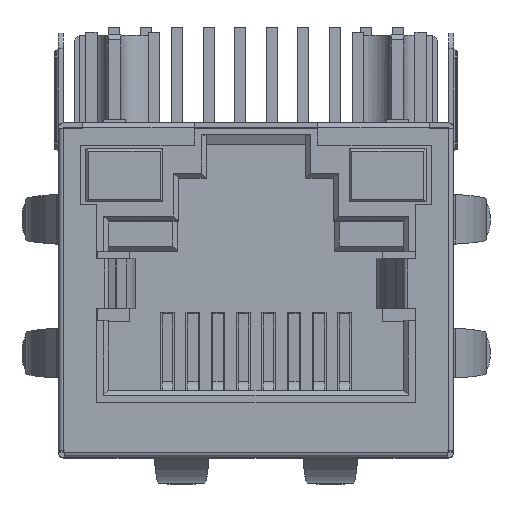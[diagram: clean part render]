
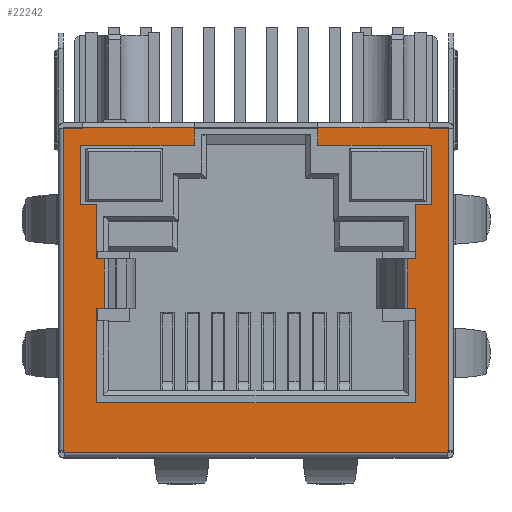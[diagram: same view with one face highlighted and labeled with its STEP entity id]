
A CAD part, top view. The second image highlights one B-rep face of the part: STEP entity #22242.
In plain terms, the highlighted planar face has unit normal (0, 0, 1).
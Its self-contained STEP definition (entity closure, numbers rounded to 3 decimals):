
#12890=DIRECTION('',(0.,-1.,0.));
#12891=VECTOR('',#12890,13.);
#12892=CARTESIAN_POINT('',(-7.775,13.25,0.));
#12893=LINE('',#12892,#12891);
#12911=DIRECTION('',(-1.,0.,0.));
#12912=VECTOR('',#12911,0.775);
#12913=CARTESIAN_POINT('',(7.775,13.25,0.));
#12914=LINE('',#12913,#12912);
#12927=DIRECTION('',(-1.,0.,0.));
#12928=VECTOR('',#12927,0.775);
#12929=CARTESIAN_POINT('',(-7.,13.25,0.));
#12930=LINE('',#12929,#12928);
#13097=DIRECTION('',(0.,1.,0.));
#13098=VECTOR('',#13097,13.);
#13099=CARTESIAN_POINT('',(7.775,0.25,0.));
#13100=LINE('',#13099,#13098);
#13101=DIRECTION('',(1.,0.,0.));
#13102=VECTOR('',#13101,0.05);
#13103=CARTESIAN_POINT('',(7.725,0.25,0.));
#13104=LINE('',#13103,#13102);
#13105=DIRECTION('',(0.,1.,0.));
#13106=VECTOR('',#13105,0.05);
#13107=CARTESIAN_POINT('',(7.725,0.2,0.));
#13108=LINE('',#13107,#13106);
#13109=DIRECTION('',(0.,1.,0.));
#13110=VECTOR('',#13109,0.05);
#13111=CARTESIAN_POINT('',(-7.725,0.2,0.));
#13112=LINE('',#13111,#13110);
#13113=DIRECTION('',(1.,0.,0.));
#13114=VECTOR('',#13113,0.05);
#13115=CARTESIAN_POINT('',(-7.775,0.25,0.));
#13116=LINE('',#13115,#13114);
#13117=DIRECTION('',(0.,1.,0.));
#13118=VECTOR('',#13117,0.05);
#13119=CARTESIAN_POINT('',(-7.,13.25,0.));
#13120=LINE('',#13119,#13118);
#13121=DIRECTION('',(0.,1.,0.));
#13122=VECTOR('',#13121,0.72);
#13123=CARTESIAN_POINT('',(2.49,12.58,0.));
#13124=LINE('',#13123,#13122);
#13125=DIRECTION('',(1.,0.,0.));
#13126=VECTOR('',#13125,15.45);
#13127=CARTESIAN_POINT('',(-7.725,0.2,0.));
#13128=LINE('',#13127,#13126);
#13306=DIRECTION('',(0.,1.,0.));
#13307=VECTOR('',#13306,0.05);
#13308=CARTESIAN_POINT('',(7.,13.25,0.));
#13309=LINE('',#13308,#13307);
#13319=DIRECTION('',(-1.,0.,0.));
#13320=VECTOR('',#13319,4.51);
#13321=CARTESIAN_POINT('',(7.,13.3,0.));
#13322=LINE('',#13321,#13320);
#13344=DIRECTION('',(1.,0.,0.));
#13345=VECTOR('',#13344,4.6);
#13346=CARTESIAN_POINT('',(2.49,12.58,0.));
#13347=LINE('',#13346,#13345);
#13356=DIRECTION('',(0.,-1.,0.));
#13357=VECTOR('',#13356,2.38);
#13358=CARTESIAN_POINT('',(7.09,12.58,0.));
#13359=LINE('',#13358,#13357);
#13368=DIRECTION('',(-1.,0.,0.));
#13369=VECTOR('',#13368,0.66);
#13370=CARTESIAN_POINT('',(7.09,10.2,0.));
#13371=LINE('',#13370,#13369);
#13376=DIRECTION('',(0.,-1.,0.));
#13377=VECTOR('',#13376,2.2);
#13378=CARTESIAN_POINT('',(6.43,10.2,0.));
#13379=LINE('',#13378,#13377);
#13389=DIRECTION('',(-1.,0.,0.));
#13390=VECTOR('',#13389,0.302);
#13391=CARTESIAN_POINT('',(6.43,8.,0.));
#13392=LINE('',#13391,#13390);
#13516=DIRECTION('',(1.,0.,0.));
#13517=VECTOR('',#13516,0.302);
#13518=CARTESIAN_POINT('',(6.128,6.,0.));
#13519=LINE('',#13518,#13517);
#13600=DIRECTION('',(0.,-1.,0.));
#13601=VECTOR('',#13600,2.);
#13602=CARTESIAN_POINT('',(6.128,8.,0.));
#13603=LINE('',#13602,#13601);
#13620=DIRECTION('',(0.,-1.,0.));
#13621=VECTOR('',#13620,3.8);
#13622=CARTESIAN_POINT('',(6.43,6.,0.));
#13623=LINE('',#13622,#13621);
#13632=DIRECTION('',(-1.,0.,0.));
#13633=VECTOR('',#13632,12.86);
#13634=CARTESIAN_POINT('',(6.43,2.2,0.));
#13635=LINE('',#13634,#13633);
#13644=DIRECTION('',(0.,1.,0.));
#13645=VECTOR('',#13644,3.8);
#13646=CARTESIAN_POINT('',(-6.43,2.2,0.));
#13647=LINE('',#13646,#13645);
#13657=DIRECTION('',(1.,0.,0.));
#13658=VECTOR('',#13657,0.302);
#13659=CARTESIAN_POINT('',(-6.43,6.,0.));
#13660=LINE('',#13659,#13658);
#13784=DIRECTION('',(-1.,0.,0.));
#13785=VECTOR('',#13784,0.302);
#13786=CARTESIAN_POINT('',(-6.128,8.,0.));
#13787=LINE('',#13786,#13785);
#13880=DIRECTION('',(0.,1.,0.));
#13881=VECTOR('',#13880,2.);
#13882=CARTESIAN_POINT('',(-6.128,6.,0.));
#13883=LINE('',#13882,#13881);
#13892=DIRECTION('',(0.,1.,0.));
#13893=VECTOR('',#13892,2.2);
#13894=CARTESIAN_POINT('',(-6.43,8.,0.));
#13895=LINE('',#13894,#13893);
#13904=DIRECTION('',(-1.,0.,0.));
#13905=VECTOR('',#13904,0.66);
#13906=CARTESIAN_POINT('',(-6.43,10.2,0.));
#13907=LINE('',#13906,#13905);
#13916=DIRECTION('',(0.,1.,0.));
#13917=VECTOR('',#13916,2.38);
#13918=CARTESIAN_POINT('',(-7.09,10.2,0.));
#13919=LINE('',#13918,#13917);
#13928=DIRECTION('',(1.,0.,0.));
#13929=VECTOR('',#13928,4.6);
#13930=CARTESIAN_POINT('',(-7.09,12.58,0.));
#13931=LINE('',#13930,#13929);
#13940=DIRECTION('',(0.,1.,0.));
#13941=VECTOR('',#13940,0.72);
#13942=CARTESIAN_POINT('',(-2.49,12.58,0.));
#13943=LINE('',#13942,#13941);
#13953=DIRECTION('',(-1.,0.,0.));
#13954=VECTOR('',#13953,4.51);
#13955=CARTESIAN_POINT('',(-2.49,13.3,0.));
#13956=LINE('',#13955,#13954);
#17409=CARTESIAN_POINT('',(6.128,6.,0.));
#17410=VERTEX_POINT('',#17409);
#17411=CARTESIAN_POINT('',(6.43,6.,0.));
#17412=VERTEX_POINT('',#17411);
#17437=CARTESIAN_POINT('',(-6.43,6.,0.));
#17438=CARTESIAN_POINT('',(-6.128,6.,0.));
#17439=VERTEX_POINT('',#17437);
#17440=VERTEX_POINT('',#17438);
#17478=CARTESIAN_POINT('',(6.43,8.,0.));
#17480=VERTEX_POINT('',#17478);
#17481=CARTESIAN_POINT('',(6.128,8.,0.));
#17482=VERTEX_POINT('',#17481);
#17509=CARTESIAN_POINT('',(-6.128,8.,0.));
#17510=VERTEX_POINT('',#17509);
#17511=CARTESIAN_POINT('',(-6.43,8.,0.));
#17512=VERTEX_POINT('',#17511);
#17521=CARTESIAN_POINT('',(6.43,10.2,0.));
#17522=VERTEX_POINT('',#17521);
#17523=CARTESIAN_POINT('',(7.09,10.2,0.));
#17524=VERTEX_POINT('',#17523);
#17525=CARTESIAN_POINT('',(-6.43,10.2,0.));
#17526=CARTESIAN_POINT('',(-7.09,10.2,0.));
#17527=VERTEX_POINT('',#17525);
#17528=VERTEX_POINT('',#17526);
#17529=CARTESIAN_POINT('',(-7.,13.25,0.));
#17530=CARTESIAN_POINT('',(-7.775,13.25,0.));
#17531=VERTEX_POINT('',#17529);
#17532=VERTEX_POINT('',#17530);
#17533=CARTESIAN_POINT('',(-7.,13.3,0.));
#17534=VERTEX_POINT('',#17533);
#17535=CARTESIAN_POINT('',(-2.49,13.3,0.));
#17536=VERTEX_POINT('',#17535);
#17537=CARTESIAN_POINT('',(-2.49,12.58,0.));
#17538=VERTEX_POINT('',#17537);
#17539=CARTESIAN_POINT('',(-7.09,12.58,0.));
#17540=VERTEX_POINT('',#17539);
#17541=CARTESIAN_POINT('',(-6.43,2.2,0.));
#17542=VERTEX_POINT('',#17541);
#17543=CARTESIAN_POINT('',(6.43,2.2,0.));
#17544=VERTEX_POINT('',#17543);
#17545=CARTESIAN_POINT('',(7.09,12.58,0.));
#17546=VERTEX_POINT('',#17545);
#17547=CARTESIAN_POINT('',(2.49,12.58,0.));
#17548=VERTEX_POINT('',#17547);
#17549=CARTESIAN_POINT('',(2.49,13.3,0.));
#17550=VERTEX_POINT('',#17549);
#17551=CARTESIAN_POINT('',(7.,13.3,0.));
#17552=VERTEX_POINT('',#17551);
#17553=CARTESIAN_POINT('',(7.,13.25,0.));
#17554=VERTEX_POINT('',#17553);
#17555=CARTESIAN_POINT('',(7.775,13.25,0.));
#17556=VERTEX_POINT('',#17555);
#18415=CARTESIAN_POINT('',(-7.775,0.25,0.));
#18416=VERTEX_POINT('',#18415);
#18453=CARTESIAN_POINT('',(7.775,0.25,0.));
#18454=VERTEX_POINT('',#18453);
#18531=CARTESIAN_POINT('',(-7.725,0.2,0.));
#18532=CARTESIAN_POINT('',(7.725,0.2,0.));
#18533=VERTEX_POINT('',#18531);
#18534=VERTEX_POINT('',#18532);
#18551=CARTESIAN_POINT('',(7.725,0.25,0.));
#18553=VERTEX_POINT('',#18551);
#18556=CARTESIAN_POINT('',(-7.725,0.25,0.));
#18558=VERTEX_POINT('',#18556);
#22177=CARTESIAN_POINT('',(0.,0.,0.));
#22178=DIRECTION('',(0.,0.,1.));
#22179=DIRECTION('',(1.,0.,0.));
#22180=AXIS2_PLACEMENT_3D('',#22177,#22178,#22179);
#22181=PLANE('',#22180);
#22182=ORIENTED_EDGE('',*,*,#22170,.F.);
#22183=ORIENTED_EDGE('',*,*,#21885,.F.);
#22185=ORIENTED_EDGE('',*,*,#22184,.F.);
#22187=ORIENTED_EDGE('',*,*,#22186,.F.);
#22189=ORIENTED_EDGE('',*,*,#22188,.T.);
#22190=ORIENTED_EDGE('',*,*,#21863,.F.);
#22191=ORIENTED_EDGE('',*,*,#21959,.F.);
#22192=ORIENTED_EDGE('',*,*,#21991,.F.);
#22194=ORIENTED_EDGE('',*,*,#22193,.T.);
#22196=ORIENTED_EDGE('',*,*,#22195,.F.);
#22198=ORIENTED_EDGE('',*,*,#22197,.F.);
#22200=ORIENTED_EDGE('',*,*,#22199,.F.);
#22202=ORIENTED_EDGE('',*,*,#22201,.F.);
#22204=ORIENTED_EDGE('',*,*,#22203,.F.);
#22206=ORIENTED_EDGE('',*,*,#22205,.F.);
#22208=ORIENTED_EDGE('',*,*,#22207,.F.);
#22210=ORIENTED_EDGE('',*,*,#22209,.F.);
#22212=ORIENTED_EDGE('',*,*,#22211,.F.);
#22214=ORIENTED_EDGE('',*,*,#22213,.F.);
#22216=ORIENTED_EDGE('',*,*,#22215,.F.);
#22218=ORIENTED_EDGE('',*,*,#22217,.F.);
#22220=ORIENTED_EDGE('',*,*,#22219,.F.);
#22222=ORIENTED_EDGE('',*,*,#22221,.F.);
#22224=ORIENTED_EDGE('',*,*,#22223,.F.);
#22226=ORIENTED_EDGE('',*,*,#22225,.F.);
#22228=ORIENTED_EDGE('',*,*,#22227,.F.);
#22230=ORIENTED_EDGE('',*,*,#22229,.F.);
#22232=ORIENTED_EDGE('',*,*,#22231,.F.);
#22234=ORIENTED_EDGE('',*,*,#22233,.T.);
#22236=ORIENTED_EDGE('',*,*,#22235,.F.);
#22238=ORIENTED_EDGE('',*,*,#22237,.F.);
#22239=ORIENTED_EDGE('',*,*,#21976,.F.);
#22240=EDGE_LOOP('',(#22182,#22183,#22185,#22187,#22189,#22190,#22191,#22192,
#22194,#22196,#22198,#22200,#22202,#22204,#22206,#22208,#22210,#22212,#22214,
#22216,#22218,#22220,#22222,#22224,#22226,#22228,#22230,#22232,#22234,#22236,
#22238,#22239));
#22241=FACE_OUTER_BOUND('',#22240,.F.);
#21863=EDGE_CURVE('',#18416,#18558,#13116,.T.);
#21885=EDGE_CURVE('',#18553,#18454,#13104,.T.);
#21959=EDGE_CURVE('',#17532,#18416,#12893,.T.);
#21976=EDGE_CURVE('',#17556,#17554,#12914,.T.);
#21991=EDGE_CURVE('',#17531,#17532,#12930,.T.);
#22170=EDGE_CURVE('',#18454,#17556,#13100,.T.);
#22184=EDGE_CURVE('',#18534,#18553,#13108,.T.);
#22186=EDGE_CURVE('',#18533,#18534,#13128,.T.);
#22188=EDGE_CURVE('',#18533,#18558,#13112,.T.);
#22193=EDGE_CURVE('',#17531,#17534,#13120,.T.);
#22195=EDGE_CURVE('',#17536,#17534,#13956,.T.);
#22197=EDGE_CURVE('',#17538,#17536,#13943,.T.);
#22199=EDGE_CURVE('',#17540,#17538,#13931,.T.);
#22201=EDGE_CURVE('',#17528,#17540,#13919,.T.);
#22203=EDGE_CURVE('',#17527,#17528,#13907,.T.);
#22205=EDGE_CURVE('',#17512,#17527,#13895,.T.);
#22207=EDGE_CURVE('',#17510,#17512,#13787,.T.);
#22209=EDGE_CURVE('',#17440,#17510,#13883,.T.);
#22211=EDGE_CURVE('',#17439,#17440,#13660,.T.);
#22213=EDGE_CURVE('',#17542,#17439,#13647,.T.);
#22215=EDGE_CURVE('',#17544,#17542,#13635,.T.);
#22217=EDGE_CURVE('',#17412,#17544,#13623,.T.);
#22219=EDGE_CURVE('',#17410,#17412,#13519,.T.);
#22221=EDGE_CURVE('',#17482,#17410,#13603,.T.);
#22223=EDGE_CURVE('',#17480,#17482,#13392,.T.);
#22225=EDGE_CURVE('',#17522,#17480,#13379,.T.);
#22227=EDGE_CURVE('',#17524,#17522,#13371,.T.);
#22229=EDGE_CURVE('',#17546,#17524,#13359,.T.);
#22231=EDGE_CURVE('',#17548,#17546,#13347,.T.);
#22233=EDGE_CURVE('',#17548,#17550,#13124,.T.);
#22235=EDGE_CURVE('',#17552,#17550,#13322,.T.);
#22237=EDGE_CURVE('',#17554,#17552,#13309,.T.);
#22242=ADVANCED_FACE('',(#22241),#22181,.T.);
